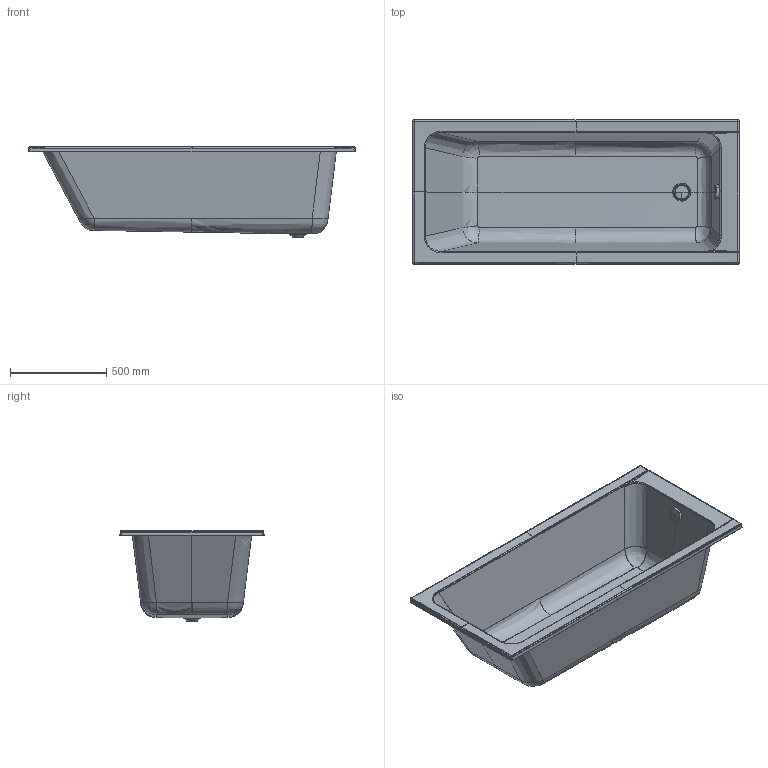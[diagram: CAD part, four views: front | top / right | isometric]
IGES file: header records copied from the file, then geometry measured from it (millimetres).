
Global section: file name: 91H700671.igs; native system: Rhinoceros ( Sep 13 2016 ); preprocessor: Trout Lake IGES 012 Sep 13 2016; date: 231011.132053; units: millimetre
Bounding box: 1700 x 750 x 470.98 mm (x, y, z)
Surface area: 5394891.3 mm2 (no closed solid volume)
Topology: 0 solids, 0 shells, 453 faces, 3647 edges, 3617 vertices
Faces by surface type: bspline 453
